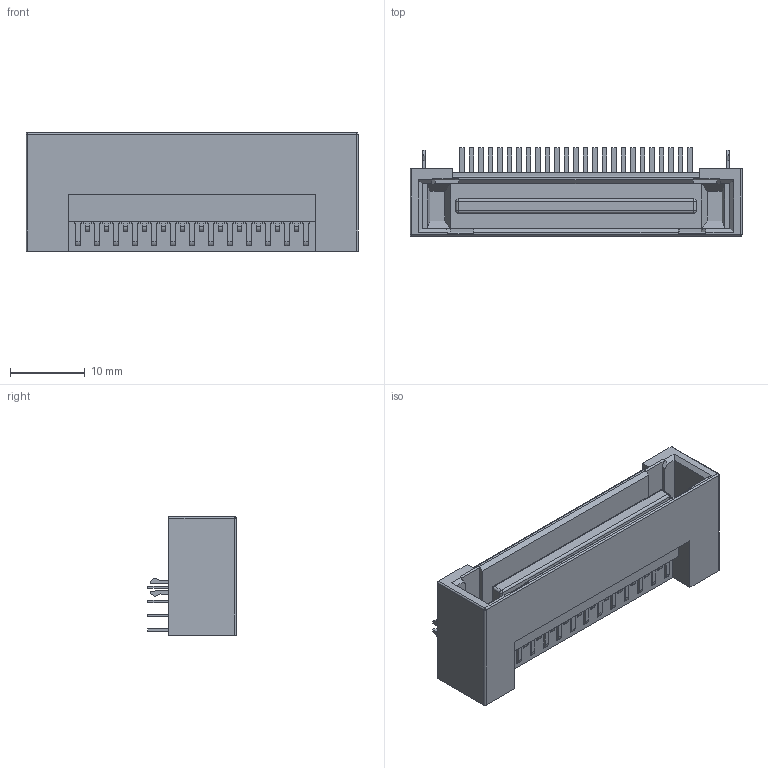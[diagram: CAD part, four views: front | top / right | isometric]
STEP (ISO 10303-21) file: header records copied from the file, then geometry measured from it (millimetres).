
FILE_DESCRIPTION (( 'STEP AP203' ), '1' );
FILE_NAME ('K3D-TX25-50P-LT-H1E-R1 JAE Connector Division Proprietary.step', '2010-03-17T00:10:53', ( '' ), ( '' ), 'SwSTEP 2.0', 'SolidWorks 2008', '' );
FILE_SCHEMA (( 'CONFIG_CONTROL_DESIGN' ));
Length unit declared in the file: millimetre
Products named in the file (1): K3D-TX25-50P-LT-H1E-R1 JAE Connector Division Proprietary
Bounding box: 44.35 x 11.8 x 15.8 mm (x, y, z)
Volume: 3294.6 mm3; surface area: 4076.5 mm2
Topology: 1 solids, 1 shells, 648 faces, 1740 edges, 1146 vertices
Faces by surface type: plane 599, cylinder 43, sphere 6
Entity records: 19897 total; most frequent: CARTESIAN_POINT 3541, ORIENTED_EDGE 3468, DIRECTION 3110, EDGE_CURVE 1734, VECTOR 1648, LINE 1648, VERTEX_POINT 1146, AXIS2_PLACEMENT_3D 731
